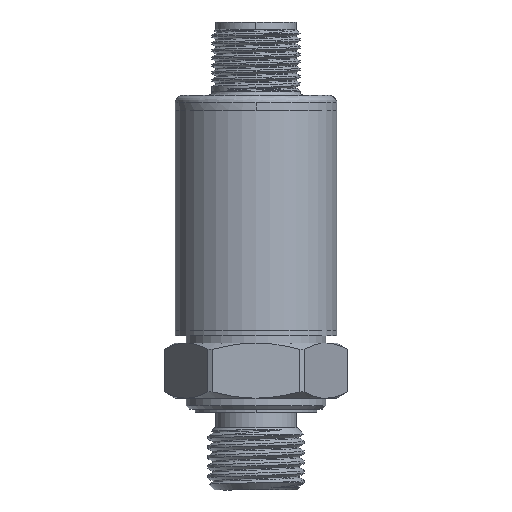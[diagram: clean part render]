
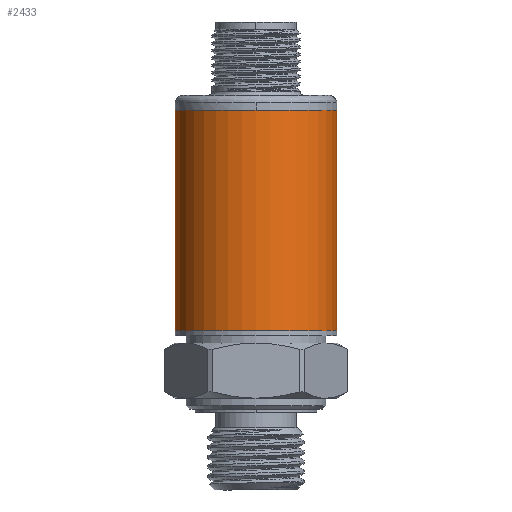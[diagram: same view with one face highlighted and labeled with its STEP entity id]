
A CAD part, front view. The second image highlights one B-rep face of the part: STEP entity #2433.
In plain terms, the highlighted cylindrical face has radius 11 mm (diameter 22 mm), a partial arc.
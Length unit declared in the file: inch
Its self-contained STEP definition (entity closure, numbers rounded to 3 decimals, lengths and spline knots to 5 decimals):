
#24 = FACE_OUTER_BOUND ( 'NONE', #9260, .T. ) ;
#405 = EDGE_CURVE ( 'NONE', #3001, #5961, #2436, .T. ) ;
#481 = ORIENTED_EDGE ( 'NONE', *, *, #2042, .T. ) ;
#549 = VECTOR ( 'NONE', #4966, 39.37008 ) ;
#1309 = CARTESIAN_POINT ( 'NONE',  ( 0.43307, 0., 0. ) ) ;
#1590 = CIRCLE ( 'NONE', #7677, 0.43307 ) ;
#1698 = EDGE_CURVE ( 'NONE', #3001, #5034, #1590, .T. ) ;
#1776 = DIRECTION ( 'NONE',  ( 0., 0., 1. ) ) ;
#2042 = EDGE_CURVE ( 'NONE', #5034, #4768, #9924, .T. ) ;
#2401 = ORIENTED_EDGE ( 'NONE', *, *, #1698, .T. ) ;
#2433 = ADVANCED_FACE ( 'NONE', ( #24 ), #6566, .T. ) ;
#2436 = LINE ( 'NONE', #10773, #9064 ) ;
#2637 = DIRECTION ( 'NONE',  ( 1., 0., 0. ) ) ;
#3001 = VERTEX_POINT ( 'NONE', #6296 ) ;
#3065 = DIRECTION ( 'NONE',  ( 1., 0., 0. ) ) ;
#4061 = CARTESIAN_POINT ( 'NONE',  ( 0., 0., 0. ) ) ;
#4147 = CARTESIAN_POINT ( 'NONE',  ( 0.43307, 0., 0. ) ) ;
#4254 = CARTESIAN_POINT ( 'NONE',  ( -0.43307, 0., 1.1811 ) ) ;
#4331 = DIRECTION ( 'NONE',  ( 1., 0., 0. ) ) ;
#4768 = VERTEX_POINT ( 'NONE', #10439 ) ;
#4964 = EDGE_CURVE ( 'NONE', #4768, #5961, #8303, .T. ) ;
#4966 = DIRECTION ( 'NONE',  ( 0., 0., 1. ) ) ;
#5034 = VERTEX_POINT ( 'NONE', #1309 ) ;
#5153 = DIRECTION ( 'NONE',  ( 0., 0., 1. ) ) ;
#5961 = VERTEX_POINT ( 'NONE', #4254 ) ;
#6296 = CARTESIAN_POINT ( 'NONE',  ( -0.43307, 0., 0. ) ) ;
#6499 = CARTESIAN_POINT ( 'NONE',  ( 0., 0., 1.1811 ) ) ;
#6566 = CYLINDRICAL_SURFACE ( 'NONE', #9767, 0.43307 ) ;
#7209 = ORIENTED_EDGE ( 'NONE', *, *, #4964, .T. ) ;
#7241 = ORIENTED_EDGE ( 'NONE', *, *, #405, .F. ) ;
#7326 = DIRECTION ( 'NONE',  ( 0., 0., -1. ) ) ;
#7677 = AXIS2_PLACEMENT_3D ( 'NONE', #9954, #5153, #4331 ) ;
#8303 = CIRCLE ( 'NONE', #9518, 0.43307 ) ;
#9064 = VECTOR ( 'NONE', #9140, 39.37008 ) ;
#9140 = DIRECTION ( 'NONE',  ( 0., 0., 1. ) ) ;
#9260 = EDGE_LOOP ( 'NONE', ( #7241, #2401, #481, #7209 ) ) ;
#9518 = AXIS2_PLACEMENT_3D ( 'NONE', #6499, #7326, #3065 ) ;
#9767 = AXIS2_PLACEMENT_3D ( 'NONE', #4061, #1776, #2637 ) ;
#9924 = LINE ( 'NONE', #4147, #549 ) ;
#9954 = CARTESIAN_POINT ( 'NONE',  ( 0., 0., 0. ) ) ;
#10439 = CARTESIAN_POINT ( 'NONE',  ( 0.43307, 0., 1.1811 ) ) ;
#10773 = CARTESIAN_POINT ( 'NONE',  ( -0.43307, 0., 0. ) ) ;
